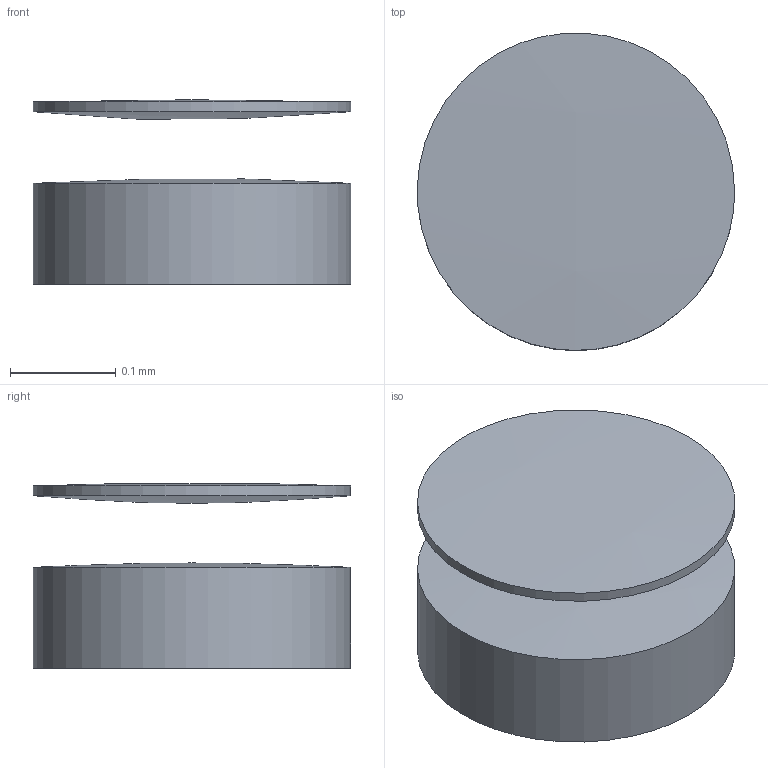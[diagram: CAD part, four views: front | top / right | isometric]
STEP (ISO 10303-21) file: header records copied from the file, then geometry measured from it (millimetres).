
FILE_DESCRIPTION ((), '1');
FILE_NAME ('item2_lensunit9_v4_50um_original.STP', '2025-10-03T19:18:39', ('Unknown'), ('Unknown'), 'HarmonyWare STEP v2.0.6', 'HarmonyWare Translators', '');
FILE_SCHEMA (('CONFIG_CONTROL_DESIGN'));
Length unit declared in the file: millimetre
Products named in the file (1): NONE
Bounding box: 0.3 x 0.3 x 0.17 mm (x, y, z)
Volume: 0 mm3; surface area: 0.4 mm2
Topology: 2 solids, 2 shells, 6 faces, 6 edges, 4 vertices
Faces by surface type: sphere 3, cylinder 2, plane 1
Full cylindrical faces by diameter (mm): 0.3 x2
Entity records: 212 total; most frequent: CARTESIAN_POINT 50, ORIENTED_EDGE 12, DIRECTION 12, PERSON 8, ORGANIZATION 8, PERSON_AND_ORGANIZATION 8, EDGE_CURVE 6, EDGE_LOOP 6
